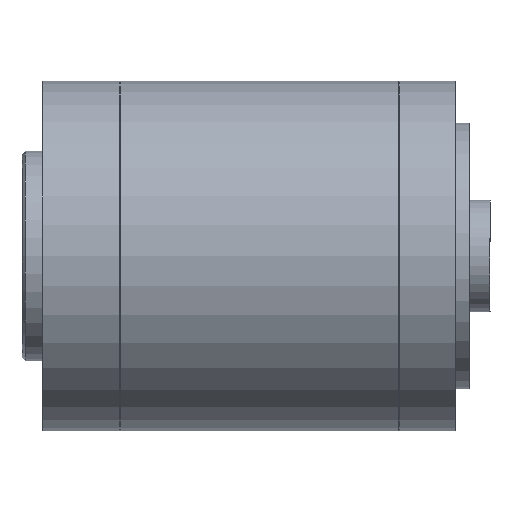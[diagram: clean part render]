
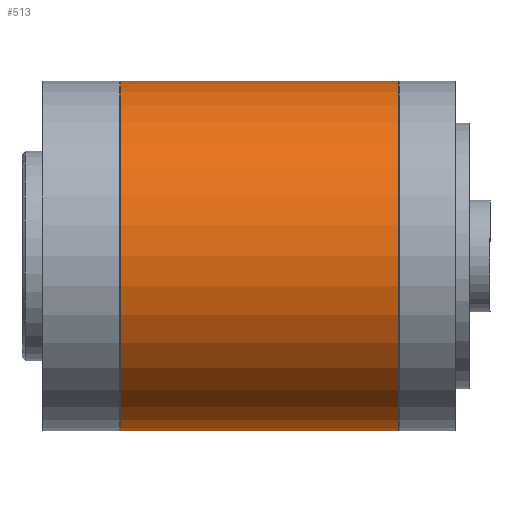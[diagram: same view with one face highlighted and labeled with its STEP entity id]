
A CAD part, top view. The second image highlights one B-rep face of the part: STEP entity #513.
In plain terms, the highlighted cylindrical face has radius 25 mm (diameter 50 mm), a partial arc.
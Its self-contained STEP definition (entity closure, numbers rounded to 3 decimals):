
#25 = VERTEX_POINT ( 'NONE', #1786 ) ;
#31 = CARTESIAN_POINT ( 'NONE',  ( -52.9, 25., 0. ) ) ;
#46 = VERTEX_POINT ( 'NONE', #1306 ) ;
#47 = VERTEX_POINT ( 'NONE', #31 ) ;
#100 = VECTOR ( 'NONE', #500, 1000. ) ;
#104 = DIRECTION ( 'NONE',  ( -1., 0., 0. ) ) ;
#282 = AXIS2_PLACEMENT_3D ( 'NONE', #857, #104, #1791 ) ;
#283 = LINE ( 'NONE', #1469, #462 ) ;
#339 = CARTESIAN_POINT ( 'NONE',  ( -13.1, -25., 0. ) ) ;
#462 = VECTOR ( 'NONE', #686, 1000. ) ;
#500 = DIRECTION ( 'NONE',  ( -1., 0., 0. ) ) ;
#513 = ADVANCED_FACE ( 'NONE', ( #1297 ), #1176, .T. ) ;
#614 = EDGE_LOOP ( 'NONE', ( #698, #718, #720, #724 ) ) ;
#656 = CARTESIAN_POINT ( 'NONE',  ( -92., -25., 0. ) ) ;
#686 = DIRECTION ( 'NONE',  ( -1., 0., 0. ) ) ;
#698 = ORIENTED_EDGE ( 'NONE', *, *, #1446, .T. ) ;
#718 = ORIENTED_EDGE ( 'NONE', *, *, #1027, .T. ) ;
#720 = ORIENTED_EDGE ( 'NONE', *, *, #1776, .F. ) ;
#724 = ORIENTED_EDGE ( 'NONE', *, *, #901, .F. ) ;
#841 = DIRECTION ( 'NONE',  ( -1., 0., 0. ) ) ;
#857 = CARTESIAN_POINT ( 'NONE',  ( -92., 0., 0. ) ) ;
#883 = DIRECTION ( 'NONE',  ( -1., 0., 0. ) ) ;
#901 = EDGE_CURVE ( 'NONE', #1668, #46, #1553, .T. ) ;
#934 = AXIS2_PLACEMENT_3D ( 'NONE', #1667, #883, #1810 ) ;
#1027 = EDGE_CURVE ( 'NONE', #25, #47, #283, .T. ) ;
#1176 = CYLINDRICAL_SURFACE ( 'NONE', #282, 25. ) ;
#1297 = FACE_OUTER_BOUND ( 'NONE', #614, .T. ) ;
#1306 = CARTESIAN_POINT ( 'NONE',  ( -52.9, -25., 0. ) ) ;
#1392 = AXIS2_PLACEMENT_3D ( 'NONE', #1626, #841, #1774 ) ;
#1446 = EDGE_CURVE ( 'NONE', #1668, #25, #1467, .T. ) ;
#1467 = CIRCLE ( 'NONE', #934, 25. ) ;
#1469 = CARTESIAN_POINT ( 'NONE',  ( -92., 25., 0. ) ) ;
#1553 = LINE ( 'NONE', #656, #100 ) ;
#1626 = CARTESIAN_POINT ( 'NONE',  ( -52.9, 0., 0. ) ) ;
#1667 = CARTESIAN_POINT ( 'NONE',  ( -13.1, 0., 0. ) ) ;
#1668 = VERTEX_POINT ( 'NONE', #339 ) ;
#1769 = CIRCLE ( 'NONE', #1392, 25. ) ;
#1774 = DIRECTION ( 'NONE',  ( 0., -1., 0. ) ) ;
#1776 = EDGE_CURVE ( 'NONE', #46, #47, #1769, .T. ) ;
#1786 = CARTESIAN_POINT ( 'NONE',  ( -13.1, 25., 0. ) ) ;
#1791 = DIRECTION ( 'NONE',  ( 0., -1., 0. ) ) ;
#1810 = DIRECTION ( 'NONE',  ( 0., -1., 0. ) ) ;
